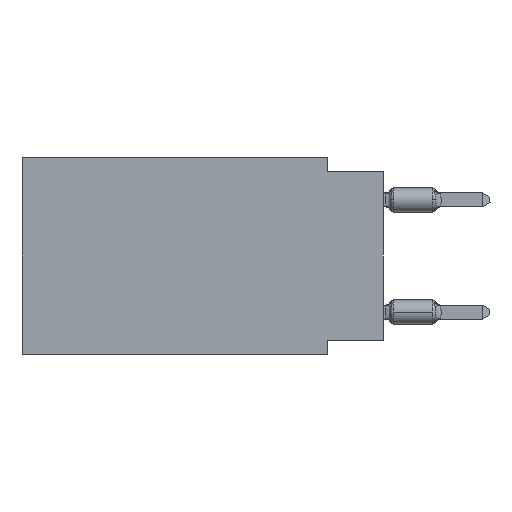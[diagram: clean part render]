
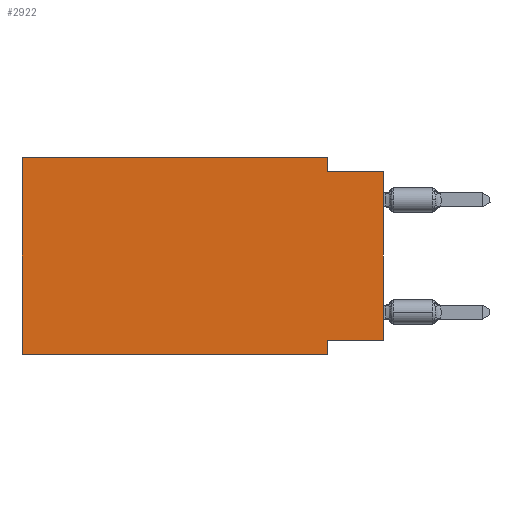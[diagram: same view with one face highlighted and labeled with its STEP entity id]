
A CAD part, left-side view. The second image highlights one B-rep face of the part: STEP entity #2922.
In plain terms, the highlighted planar face has unit normal (-1, 0, 0).
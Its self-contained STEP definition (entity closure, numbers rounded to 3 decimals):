
#982 = DIRECTION ( 'NONE',  ( 0., 0., -1. ) ) ;
#1501 = LINE ( 'NONE', #12905, #27693 ) ;
#1888 = LINE ( 'NONE', #29621, #13568 ) ;
#2192 = EDGE_CURVE ( 'NONE', #27585, #22420, #30398, .T. ) ;
#2674 = DIRECTION ( 'NONE',  ( 0., -1., 0. ) ) ;
#2769 = PLANE ( 'NONE',  #15033 ) ;
#2922 = ADVANCED_FACE ( 'NONE', ( #2961 ), #2769, .F. ) ;
#2961 = FACE_OUTER_BOUND ( 'NONE', #21510, .T. ) ;
#3182 = VERTEX_POINT ( 'NONE', #28677 ) ;
#3446 = CARTESIAN_POINT ( 'NONE',  ( 0., 2.54, -8.89 ) ) ;
#3538 = VERTEX_POINT ( 'NONE', #19742 ) ;
#3554 = CARTESIAN_POINT ( 'NONE',  ( 0., 2.54, 0. ) ) ;
#5039 = CARTESIAN_POINT ( 'NONE',  ( 0., 16.383, 0. ) ) ;
#5889 = VERTEX_POINT ( 'NONE', #33148 ) ;
#5909 = ORIENTED_EDGE ( 'NONE', *, *, #2192, .F. ) ;
#6668 = VECTOR ( 'NONE', #11123, 1000. ) ;
#6702 = LINE ( 'NONE', #3554, #12151 ) ;
#9060 = DIRECTION ( 'NONE',  ( 0., 0., -1. ) ) ;
#9502 = EDGE_CURVE ( 'NONE', #38490, #20689, #35980, .T. ) ;
#10543 = VECTOR ( 'NONE', #15442, 1000. ) ;
#11123 = DIRECTION ( 'NONE',  ( 0., 0., 1. ) ) ;
#11581 = CARTESIAN_POINT ( 'NONE',  ( 0., 0., 0. ) ) ;
#12151 = VECTOR ( 'NONE', #982, 1000. ) ;
#12443 = CARTESIAN_POINT ( 'NONE',  ( 0., 2.54, -8.255 ) ) ;
#12456 = LINE ( 'NONE', #30370, #30888 ) ;
#12905 = CARTESIAN_POINT ( 'NONE',  ( 0., 0., -8.255 ) ) ;
#13492 = DIRECTION ( 'NONE',  ( 0., 1., 0. ) ) ;
#13568 = VECTOR ( 'NONE', #2674, 1000. ) ;
#14244 = EDGE_CURVE ( 'NONE', #3182, #20689, #30183, .T. ) ;
#14390 = VECTOR ( 'NONE', #38732, 1000. ) ;
#15033 = AXIS2_PLACEMENT_3D ( 'NONE', #20871, #38764, #9060 ) ;
#15442 = DIRECTION ( 'NONE',  ( 0., 0., -1. ) ) ;
#17015 = CARTESIAN_POINT ( 'NONE',  ( 0., 2.54, -8.89 ) ) ;
#18063 = EDGE_CURVE ( 'NONE', #5889, #22420, #1888, .T. ) ;
#18066 = EDGE_CURVE ( 'NONE', #5889, #3538, #19989, .T. ) ;
#19742 = CARTESIAN_POINT ( 'NONE',  ( 0., 16.383, 0. ) ) ;
#19989 = LINE ( 'NONE', #5039, #6668 ) ;
#20689 = VERTEX_POINT ( 'NONE', #34359 ) ;
#20871 = CARTESIAN_POINT ( 'NONE',  ( 0., 16.383, 0. ) ) ;
#21374 = ORIENTED_EDGE ( 'NONE', *, *, #25701, .F. ) ;
#21510 = EDGE_LOOP ( 'NONE', ( #34482, #36398, #23439, #34204, #23198, #32093, #5909, #21374 ) ) ;
#22420 = VERTEX_POINT ( 'NONE', #17015 ) ;
#23198 = ORIENTED_EDGE ( 'NONE', *, *, #18066, .F. ) ;
#23439 = ORIENTED_EDGE ( 'NONE', *, *, #38082, .F. ) ;
#24275 = DIRECTION ( 'NONE',  ( 0., -1., 0. ) ) ;
#24448 = VECTOR ( 'NONE', #24275, 1000. ) ;
#24460 = DIRECTION ( 'NONE',  ( 0., -1., 0. ) ) ;
#24550 = CARTESIAN_POINT ( 'NONE',  ( 0., 0., -8.255 ) ) ;
#25701 = EDGE_CURVE ( 'NONE', #38490, #27585, #1501, .T. ) ;
#27585 = VERTEX_POINT ( 'NONE', #12443 ) ;
#27693 = VECTOR ( 'NONE', #13492, 1000. ) ;
#28677 = CARTESIAN_POINT ( 'NONE',  ( 0., 2.54, -0.635 ) ) ;
#29621 = CARTESIAN_POINT ( 'NONE',  ( 0., 16.383, -8.89 ) ) ;
#30183 = LINE ( 'NONE', #30567, #24448 ) ;
#30370 = CARTESIAN_POINT ( 'NONE',  ( 0., 16.383, 0. ) ) ;
#30398 = LINE ( 'NONE', #3446, #10543 ) ;
#30567 = CARTESIAN_POINT ( 'NONE',  ( 0., 0., -0.635 ) ) ;
#30888 = VECTOR ( 'NONE', #24460, 1000. ) ;
#31819 = VERTEX_POINT ( 'NONE', #38804 ) ;
#32093 = ORIENTED_EDGE ( 'NONE', *, *, #18063, .T. ) ;
#33148 = CARTESIAN_POINT ( 'NONE',  ( 0., 16.383, -8.89 ) ) ;
#33725 = EDGE_CURVE ( 'NONE', #3538, #31819, #12456, .T. ) ;
#34204 = ORIENTED_EDGE ( 'NONE', *, *, #33725, .F. ) ;
#34359 = CARTESIAN_POINT ( 'NONE',  ( 0., 0., -0.635 ) ) ;
#34482 = ORIENTED_EDGE ( 'NONE', *, *, #9502, .T. ) ;
#35980 = LINE ( 'NONE', #11581, #14390 ) ;
#36398 = ORIENTED_EDGE ( 'NONE', *, *, #14244, .F. ) ;
#38082 = EDGE_CURVE ( 'NONE', #31819, #3182, #6702, .T. ) ;
#38490 = VERTEX_POINT ( 'NONE', #24550 ) ;
#38732 = DIRECTION ( 'NONE',  ( 0., 0., 1. ) ) ;
#38764 = DIRECTION ( 'NONE',  ( 1., 0., 0. ) ) ;
#38804 = CARTESIAN_POINT ( 'NONE',  ( 0., 2.54, 0. ) ) ;
